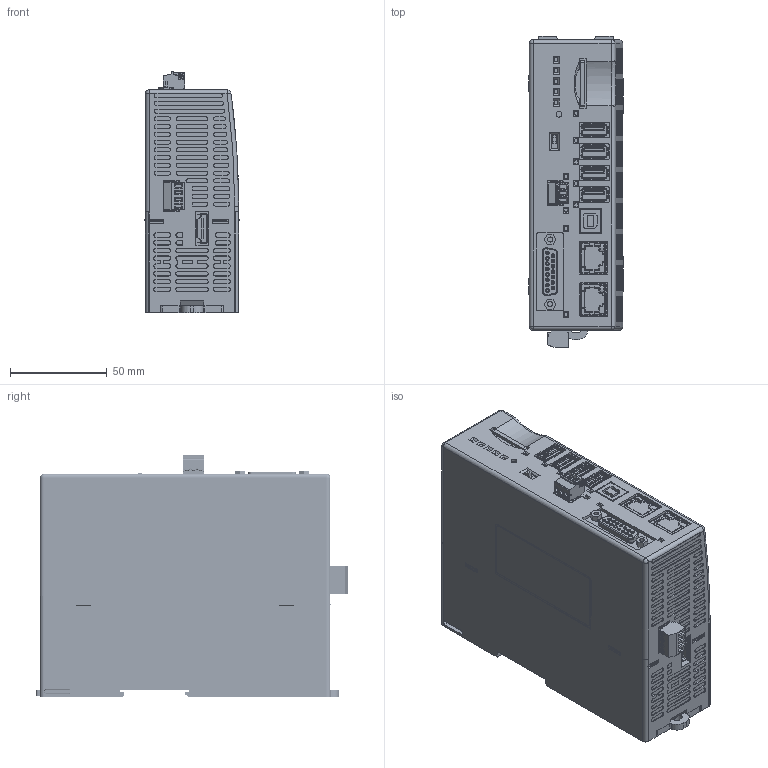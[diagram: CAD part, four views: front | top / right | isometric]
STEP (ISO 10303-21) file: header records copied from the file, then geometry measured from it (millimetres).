
FILE_DESCRIPTION (( 'STEP AP214' ), '1' );
FILE_NAME ('CM5-RHMI_3D_REV2.STEP', '2024-03-15T16:48:30', ( '' ), ( '' ), 'SwSTEP 2.0', 'SolidWorks 2023', '' );
FILE_SCHEMA (( 'AUTOMOTIVE_DESIGN' ));
Products named in the file (1): CM5-RHMI_3D_REV2
Bounding box: 48.6 x 160.9 x 124.5 mm (x, y, z)
Volume: 792590.8 mm3; surface area: 85534.6 mm2
Topology: 1 solids, 114 shells, 5100 faces, 13320 edges, 8805 vertices
Faces by surface type: plane 3104, cylinder 1625, bspline 287, torus 43, cone 37, sphere 4
Entity records: 179384 total; most frequent: CARTESIAN_POINT 56721, ORIENTED_EDGE 26630, DIRECTION 22896, EDGE_CURVE 13315, LINE 9122, VECTOR 9122, VERTEX_POINT 8805, AXIS2_PLACEMENT_3D 6887
